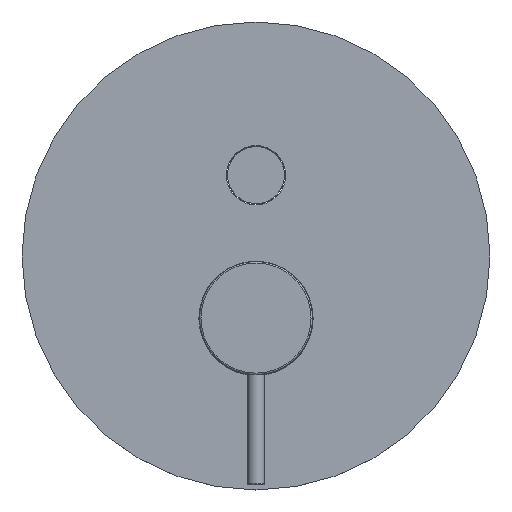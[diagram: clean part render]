
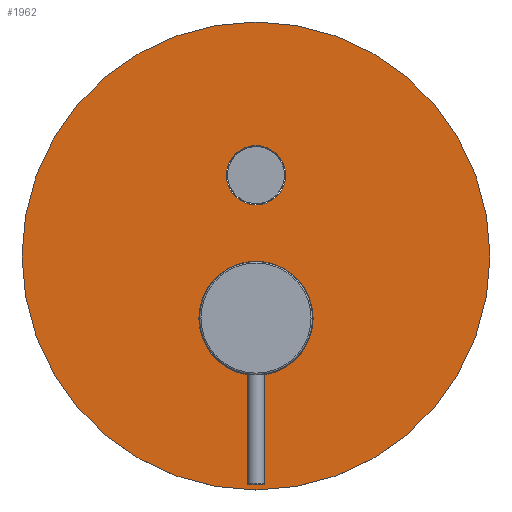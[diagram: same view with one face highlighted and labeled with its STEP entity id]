
A CAD part, top view. The second image highlights one B-rep face of the part: STEP entity #1962.
In plain terms, the highlighted face is planar.
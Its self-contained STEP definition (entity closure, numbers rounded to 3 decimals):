
#149 = CIRCLE ( 'NONE', #1249, 85. ) ;
#170 = EDGE_LOOP ( 'NONE', ( #652 ) ) ;
#362 = CARTESIAN_POINT ( 'NONE',  ( 0., 7., -29.338 ) ) ;
#375 = FACE_OUTER_BOUND ( 'NONE', #2455, .T. ) ;
#402 = EDGE_LOOP ( 'NONE', ( #940 ) ) ;
#652 = ORIENTED_EDGE ( 'NONE', *, *, #1558, .F. ) ;
#747 = DIRECTION ( 'NONE',  ( 0., 0., -1. ) ) ;
#834 = CARTESIAN_POINT ( 'NONE',  ( 0., 7., 22.662 ) ) ;
#940 = ORIENTED_EDGE ( 'NONE', *, *, #1877, .F. ) ;
#962 = CARTESIAN_POINT ( 'NONE',  ( 0., 7., -85. ) ) ;
#995 = AXIS2_PLACEMENT_3D ( 'NONE', #834, #2757, #2945 ) ;
#1110 = DIRECTION ( 'NONE',  ( 0., 0., 1. ) ) ;
#1167 = CARTESIAN_POINT ( 'NONE',  ( 0., 7., 0. ) ) ;
#1249 = AXIS2_PLACEMENT_3D ( 'NONE', #2864, #2397, #747 ) ;
#1332 = PLANE ( 'NONE',  #1960 ) ;
#1557 = FACE_BOUND ( 'NONE', #170, .T. ) ;
#1558 = EDGE_CURVE ( 'NONE', #2994, #2994, #1769, .T. ) ;
#1769 = CIRCLE ( 'NONE', #2065, 10.75 ) ;
#1770 = ORIENTED_EDGE ( 'NONE', *, *, #2895, .T. ) ;
#1784 = CARTESIAN_POINT ( 'NONE',  ( 0., 7., -18.588 ) ) ;
#1877 = EDGE_CURVE ( 'NONE', #2976, #2976, #2013, .T. ) ;
#1960 = AXIS2_PLACEMENT_3D ( 'NONE', #1167, #2080, #2093 ) ;
#1962 = ADVANCED_FACE ( 'NONE', ( #1557, #2506, #375 ), #1332, .T. ) ;
#2013 = CIRCLE ( 'NONE', #995, 20.75 ) ;
#2065 = AXIS2_PLACEMENT_3D ( 'NONE', #362, #2533, #1110 ) ;
#2080 = DIRECTION ( 'NONE',  ( 0., 1., 0. ) ) ;
#2093 = DIRECTION ( 'NONE',  ( 0., 0., 1. ) ) ;
#2397 = DIRECTION ( 'NONE',  ( 0., 1., 0. ) ) ;
#2455 = EDGE_LOOP ( 'NONE', ( #1770 ) ) ;
#2506 = FACE_BOUND ( 'NONE', #402, .T. ) ;
#2533 = DIRECTION ( 'NONE',  ( 0., 1., 0. ) ) ;
#2604 = VERTEX_POINT ( 'NONE', #962 ) ;
#2739 = CARTESIAN_POINT ( 'NONE',  ( 0., 7., 43.412 ) ) ;
#2757 = DIRECTION ( 'NONE',  ( 0., 1., 0. ) ) ;
#2864 = CARTESIAN_POINT ( 'NONE',  ( 0., 7., 0. ) ) ;
#2895 = EDGE_CURVE ( 'NONE', #2604, #2604, #149, .T. ) ;
#2945 = DIRECTION ( 'NONE',  ( 0., 0., 1. ) ) ;
#2976 = VERTEX_POINT ( 'NONE', #2739 ) ;
#2994 = VERTEX_POINT ( 'NONE', #1784 ) ;
